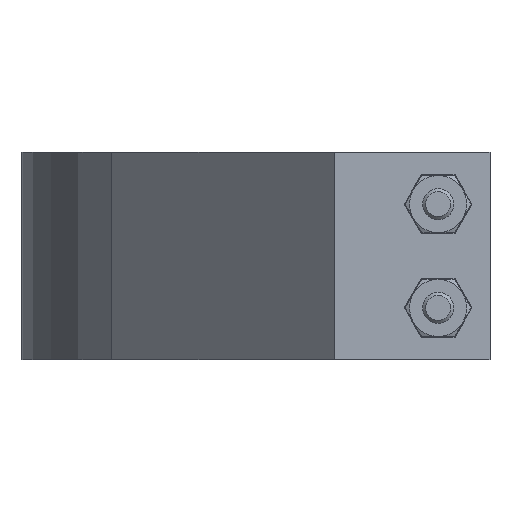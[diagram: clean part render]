
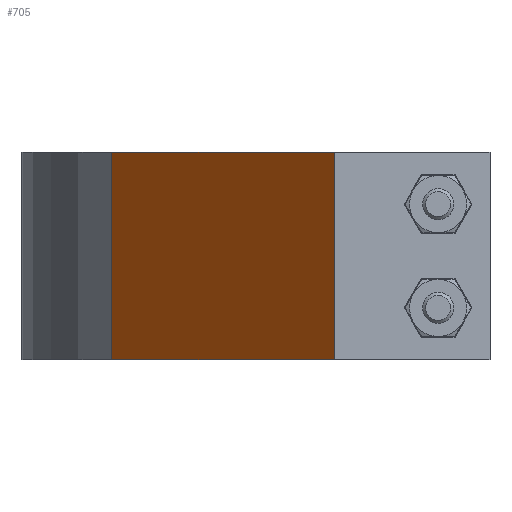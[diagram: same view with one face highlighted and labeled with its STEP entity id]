
A CAD part, front view. The second image highlights one B-rep face of the part: STEP entity #705.
In plain terms, the highlighted planar face has unit normal (-0.752, -0.659, 0).
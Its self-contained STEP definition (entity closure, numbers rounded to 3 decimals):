
#574=CARTESIAN_POINT('',(-26.453,-23.166,0.0));
#575=VERTEX_POINT('',#574);
#576=CARTESIAN_POINT('',(-26.453,-23.166,20.0));
#577=VERTEX_POINT('',#576);
#578=CARTESIAN_POINT('',(-26.453,-23.166,0.0));
#579=DIRECTION('',(0.0,0.0,1.0));
#580=VECTOR('',#579,20.0);
#581=LINE('',#578,#580);
#582=EDGE_CURVE('',#575,#577,#581,.T.);
#675=CARTESIAN_POINT('',(-26.453,-23.166,0.0));
#676=DIRECTION('',(-0.752,-0.659,0.0));
#677=DIRECTION('',(0.659,-0.752,0.0));
#678=AXIS2_PLACEMENT_3D('',#675,#676,#677);
#679=PLANE('',#678);
#680=CARTESIAN_POINT('',(-5.0,-47.662,0.0));
#681=VERTEX_POINT('',#680);
#682=CARTESIAN_POINT('',(-26.453,-23.166,0.0));
#683=DIRECTION('',(0.659,-0.752,0.0));
#684=VECTOR('',#683,32.562);
#685=LINE('',#682,#684);
#686=EDGE_CURVE('',#575,#681,#685,.T.);
#687=ORIENTED_EDGE('',*,*,#686,.T.);
#688=CARTESIAN_POINT('',(-5.0,-47.662,20.0));
#689=VERTEX_POINT('',#688);
#690=CARTESIAN_POINT('',(-5.0,-47.662,0.0));
#691=DIRECTION('',(0.0,0.0,1.0));
#692=VECTOR('',#691,20.0);
#693=LINE('',#690,#692);
#694=EDGE_CURVE('',#681,#689,#693,.T.);
#695=ORIENTED_EDGE('',*,*,#694,.T.);
#696=CARTESIAN_POINT('',(-26.453,-23.166,20.0));
#697=DIRECTION('',(0.659,-0.752,0.0));
#698=VECTOR('',#697,32.562);
#699=LINE('',#696,#698);
#700=EDGE_CURVE('',#577,#689,#699,.T.);
#701=ORIENTED_EDGE('',*,*,#700,.F.);
#702=ORIENTED_EDGE('',*,*,#582,.F.);
#703=EDGE_LOOP('',(#687,#695,#701,#702));
#704=FACE_OUTER_BOUND('',#703,.T.);
#705=ADVANCED_FACE('',(#704),#679,.T.);
